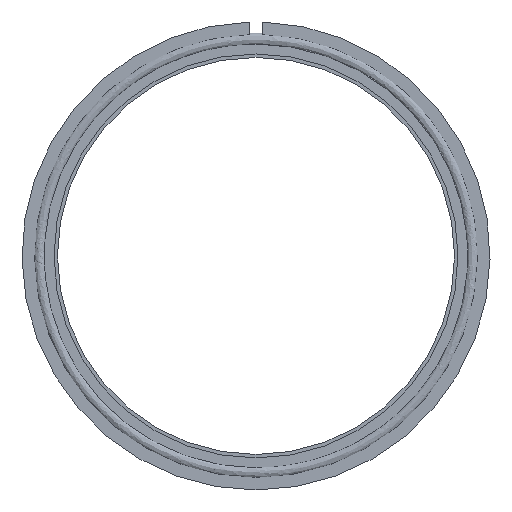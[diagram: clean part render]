
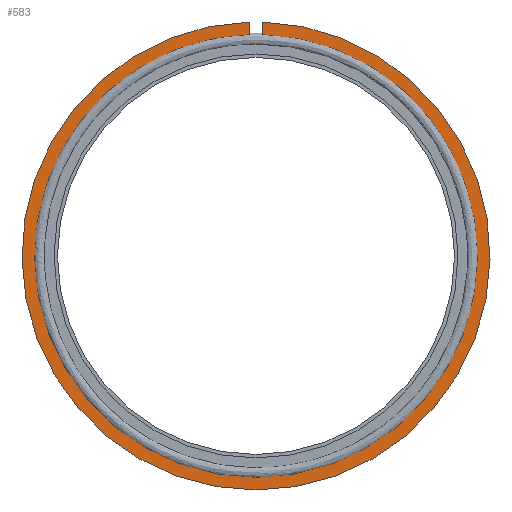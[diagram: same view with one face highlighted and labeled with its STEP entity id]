
A CAD part, left-side view. The second image highlights one B-rep face of the part: STEP entity #583.
In plain terms, the highlighted planar face has unit normal (-1, 0, 0).
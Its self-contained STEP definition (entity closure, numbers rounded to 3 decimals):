
#21 = CIRCLE ( 'NONE', #1356, 88.4 ) ;
#54 = VERTEX_POINT ( 'NONE', #965 ) ;
#64 = DIRECTION ( 'NONE',  ( 0., 0., -1. ) ) ;
#71 = DIRECTION ( 'NONE',  ( 1., 0., 0. ) ) ;
#119 = EDGE_CURVE ( 'NONE', #301, #1251, #499, .T. ) ;
#139 = DIRECTION ( 'NONE',  ( 0., 0., 1. ) ) ;
#158 = CARTESIAN_POINT ( 'NONE',  ( -1.95, 2.5, 83.563 ) ) ;
#277 = CARTESIAN_POINT ( 'NONE',  ( -1.95, 0., 0. ) ) ;
#301 = VERTEX_POINT ( 'NONE', #158 ) ;
#306 = ORIENTED_EDGE ( 'NONE', *, *, #711, .T. ) ;
#330 = VECTOR ( 'NONE', #995, 1000. ) ;
#403 = EDGE_CURVE ( 'NONE', #301, #417, #597, .T. ) ;
#417 = VERTEX_POINT ( 'NONE', #1185 ) ;
#493 = CARTESIAN_POINT ( 'NONE',  ( -1.95, 2.5, 88.365 ) ) ;
#499 = LINE ( 'NONE', #576, #330 ) ;
#530 = AXIS2_PLACEMENT_3D ( 'NONE', #1395, #752, #863 ) ;
#543 = ORIENTED_EDGE ( 'NONE', *, *, #119, .T. ) ;
#571 = FACE_OUTER_BOUND ( 'NONE', #1162, .T. ) ;
#576 = CARTESIAN_POINT ( 'NONE',  ( -1.95, 2.5, 97.498 ) ) ;
#583 = ADVANCED_FACE ( 'NONE', ( #571 ), #765, .F. ) ;
#597 = CIRCLE ( 'NONE', #530, 83.6 ) ;
#711 = EDGE_CURVE ( 'NONE', #54, #417, #973, .T. ) ;
#712 = DIRECTION ( 'NONE',  ( 1., 0., 0. ) ) ;
#752 = DIRECTION ( 'NONE',  ( -1., 0., 0. ) ) ;
#765 = PLANE ( 'NONE',  #983 ) ;
#863 = DIRECTION ( 'NONE',  ( 0., 0., 1. ) ) ;
#871 = DIRECTION ( 'NONE',  ( 0., 0., -1. ) ) ;
#879 = ORIENTED_EDGE ( 'NONE', *, *, #1320, .F. ) ;
#934 = ORIENTED_EDGE ( 'NONE', *, *, #403, .F. ) ;
#965 = CARTESIAN_POINT ( 'NONE',  ( -1.95, -2.5, 88.365 ) ) ;
#973 = LINE ( 'NONE', #1402, #1231 ) ;
#983 = AXIS2_PLACEMENT_3D ( 'NONE', #1200, #71, #871 ) ;
#995 = DIRECTION ( 'NONE',  ( 0., 0., 1. ) ) ;
#1162 = EDGE_LOOP ( 'NONE', ( #543, #879, #306, #934 ) ) ;
#1185 = CARTESIAN_POINT ( 'NONE',  ( -1.95, -2.5, 83.563 ) ) ;
#1200 = CARTESIAN_POINT ( 'NONE',  ( -1.95, 83.6, 0. ) ) ;
#1231 = VECTOR ( 'NONE', #64, 1000. ) ;
#1251 = VERTEX_POINT ( 'NONE', #493 ) ;
#1320 = EDGE_CURVE ( 'NONE', #54, #1251, #21, .T. ) ;
#1356 = AXIS2_PLACEMENT_3D ( 'NONE', #277, #712, #139 ) ;
#1395 = CARTESIAN_POINT ( 'NONE',  ( -1.95, 0., 0. ) ) ;
#1402 = CARTESIAN_POINT ( 'NONE',  ( -1.95, -2.5, 97.498 ) ) ;
